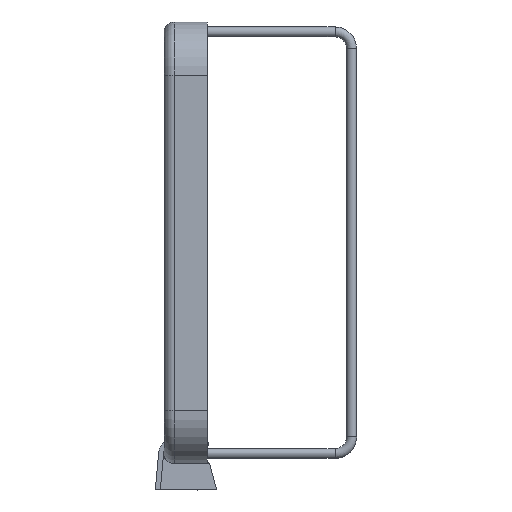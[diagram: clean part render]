
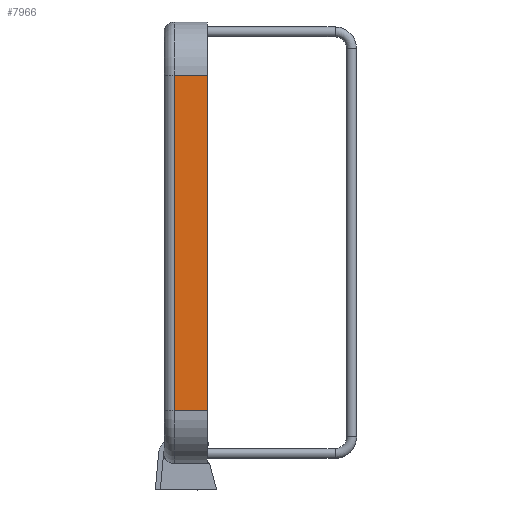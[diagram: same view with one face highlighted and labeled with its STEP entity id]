
A CAD part, left-side view. The second image highlights one B-rep face of the part: STEP entity #7966.
In plain terms, the highlighted planar face has unit normal (-1, 0, 0).
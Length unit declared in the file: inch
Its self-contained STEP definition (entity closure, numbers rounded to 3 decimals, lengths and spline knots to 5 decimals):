
#2633=DIRECTION('',(0.,0.,1.));
#2634=VECTOR('',#2633,3.976);
#2635=CARTESIAN_POINT('',(-7.677,0.,-1.988));
#2636=LINE('',#2635,#2634);
#3327=DIRECTION('',(0.,-1.,0.));
#3328=VECTOR('',#3327,0.394);
#3329=CARTESIAN_POINT('',(-7.677,0.394,1.988));
#3330=LINE('',#3329,#3328);
#3349=DIRECTION('',(0.,-1.,0.));
#3350=VECTOR('',#3349,0.394);
#3351=CARTESIAN_POINT('',(-7.677,0.394,-1.988));
#3352=LINE('',#3351,#3350);
#3356=DIRECTION('',(0.,0.,1.));
#3357=VECTOR('',#3356,3.976);
#3358=CARTESIAN_POINT('',(-7.677,0.394,-1.988));
#3359=LINE('',#3358,#3357);
#7050=CARTESIAN_POINT('',(-7.677,0.394,-1.988));
#7051=VERTEX_POINT('',#7050);
#7052=CARTESIAN_POINT('',(-7.677,0.,-1.988));
#7053=VERTEX_POINT('',#7052);
#7058=CARTESIAN_POINT('',(-7.677,0.394,1.988));
#7059=VERTEX_POINT('',#7058);
#7060=CARTESIAN_POINT('',(-7.677,0.,1.988));
#7061=VERTEX_POINT('',#7060);
#7953=CARTESIAN_POINT('',(-7.677,0.394,-1.988));
#7954=DIRECTION('',(-1.,0.,0.));
#7955=DIRECTION('',(0.,-1.,0.));
#7956=AXIS2_PLACEMENT_3D('',#7953,#7954,#7955);
#7957=PLANE('',#7956);
#7959=ORIENTED_EDGE('',*,*,#7958,.F.);
#7961=ORIENTED_EDGE('',*,*,#7960,.T.);
#7962=ORIENTED_EDGE('',*,*,#7944,.T.);
#7963=ORIENTED_EDGE('',*,*,#7647,.F.);
#7964=EDGE_LOOP('',(#7959,#7961,#7962,#7963));
#7965=FACE_OUTER_BOUND('',#7964,.F.);
#7647=EDGE_CURVE('',#7053,#7061,#2636,.T.);
#7944=EDGE_CURVE('',#7059,#7061,#3330,.T.);
#7958=EDGE_CURVE('',#7051,#7053,#3352,.T.);
#7960=EDGE_CURVE('',#7051,#7059,#3359,.T.);
#7966=ADVANCED_FACE('',(#7965),#7957,.T.);
